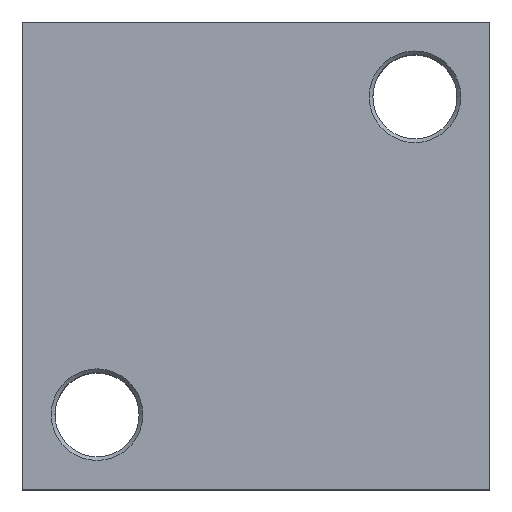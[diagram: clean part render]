
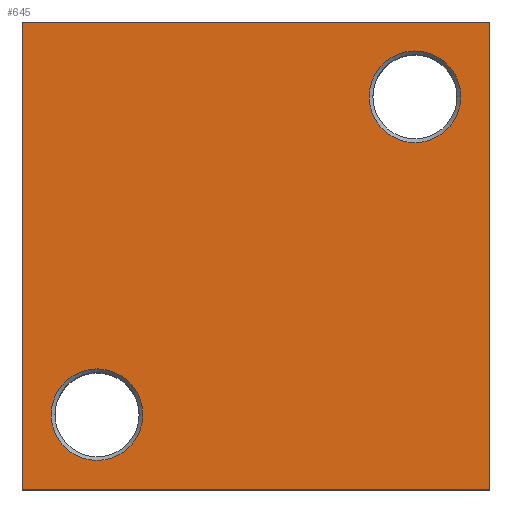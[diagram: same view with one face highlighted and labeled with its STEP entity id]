
A CAD part, top view. The second image highlights one B-rep face of the part: STEP entity #645.
In plain terms, the highlighted planar face has unit normal (0, 0, 1).
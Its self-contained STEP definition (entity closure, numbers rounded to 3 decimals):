
#30=LINE('',#909,#42);
#33=LINE('',#917,#45);
#36=LINE('',#925,#48);
#39=LINE('',#932,#51);
#42=VECTOR('',#773,1000.);
#45=VECTOR('',#780,1000.);
#48=VECTOR('',#787,1000.);
#51=VECTOR('',#794,1000.);
#56=PLANE('',#695);
#71=CIRCLE('',#696,2.45);
#72=CIRCLE('',#697,2.45);
#124=ORIENTED_EDGE('',*,*,#203,.T.);
#125=ORIENTED_EDGE('',*,*,#204,.T.);
#126=ORIENTED_EDGE('',*,*,#190,.F.);
#127=ORIENTED_EDGE('',*,*,#202,.F.);
#128=ORIENTED_EDGE('',*,*,#198,.F.);
#129=ORIENTED_EDGE('',*,*,#194,.F.);
#190=EDGE_CURVE('',#232,#233,#30,.T.);
#194=EDGE_CURVE('',#233,#236,#33,.T.);
#198=EDGE_CURVE('',#236,#239,#36,.T.);
#202=EDGE_CURVE('',#239,#232,#39,.T.);
#203=EDGE_CURVE('',#241,#241,#71,.T.);
#204=EDGE_CURVE('',#242,#242,#72,.T.);
#232=VERTEX_POINT('',#908);
#233=VERTEX_POINT('',#910);
#236=VERTEX_POINT('',#918);
#239=VERTEX_POINT('',#926);
#241=VERTEX_POINT('',#935);
#242=VERTEX_POINT('',#937);
#282=EDGE_LOOP('',(#124));
#283=EDGE_LOOP('',(#125));
#284=EDGE_LOOP('',(#126,#127,#128,#129));
#348=FACE_BOUND('',#282,.T.);
#349=FACE_BOUND('',#283,.T.);
#350=FACE_BOUND('',#284,.T.);
#645=ADVANCED_FACE('',(#348,#349,#350),#56,.F.);
#695=AXIS2_PLACEMENT_3D('',#933,#795,#796);
#696=AXIS2_PLACEMENT_3D('',#934,#797,#798);
#697=AXIS2_PLACEMENT_3D('',#936,#799,#800);
#773=DIRECTION('',(0.,-1.,0.));
#780=DIRECTION('',(-1.,0.,0.));
#787=DIRECTION('',(0.,1.,0.));
#794=DIRECTION('',(1.,0.,0.));
#795=DIRECTION('',(0.,0.,-1.));
#796=DIRECTION('',(-1.,0.,0.));
#797=DIRECTION('',(0.,0.,-1.));
#798=DIRECTION('',(0.,1.,0.));
#799=DIRECTION('',(0.,0.,-1.));
#800=DIRECTION('',(0.,1.,0.));
#908=CARTESIAN_POINT('',(12.5,12.5,8.));
#909=CARTESIAN_POINT('',(12.5,12.5,8.));
#910=CARTESIAN_POINT('',(12.5,-12.5,8.));
#917=CARTESIAN_POINT('',(12.5,-12.5,8.));
#918=CARTESIAN_POINT('',(-12.5,-12.5,8.));
#925=CARTESIAN_POINT('',(-12.5,-12.5,8.));
#926=CARTESIAN_POINT('',(-12.5,12.5,8.));
#932=CARTESIAN_POINT('',(-12.5,12.5,8.));
#933=CARTESIAN_POINT('',(0.,0.,8.));
#934=CARTESIAN_POINT('',(8.5,8.5,8.));
#935=CARTESIAN_POINT('',(8.5,10.95,8.));
#936=CARTESIAN_POINT('',(-8.5,-8.5,8.));
#937=CARTESIAN_POINT('',(-8.5,-6.05,8.));
